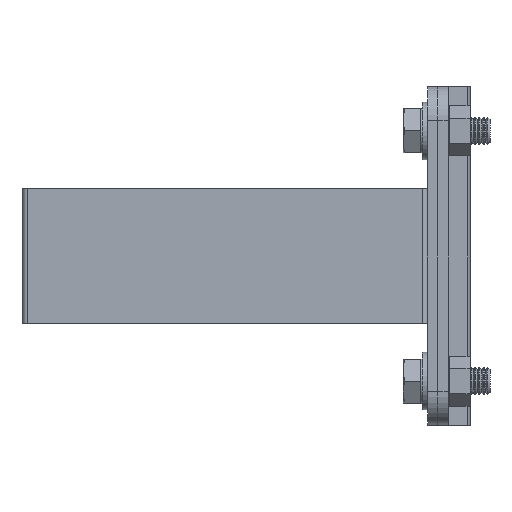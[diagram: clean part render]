
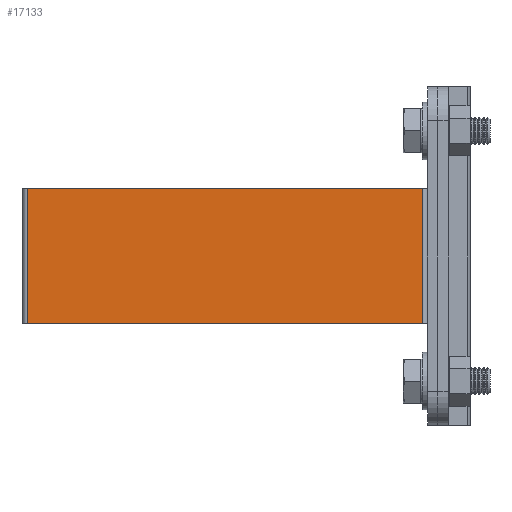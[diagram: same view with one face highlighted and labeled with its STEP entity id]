
A CAD part, left-side view. The second image highlights one B-rep face of the part: STEP entity #17133.
In plain terms, the highlighted planar face has unit normal (-1, 0, 0).
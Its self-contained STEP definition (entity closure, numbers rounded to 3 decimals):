
#156 = CARTESIAN_POINT ( 'NONE',  ( -20., -58.5, 20. ) ) ;
#211 = PLANE ( 'NONE',  #4651 ) ;
#1736 = ORIENTED_EDGE ( 'NONE', *, *, #20452, .T. ) ;
#1965 = FACE_OUTER_BOUND ( 'NONE', #9589, .T. ) ;
#2463 = CARTESIAN_POINT ( 'NONE',  ( -20., -58.5, -20. ) ) ;
#2530 = LINE ( 'NONE', #156, #13261 ) ;
#3474 = EDGE_CURVE ( 'NONE', #4249, #4852, #4423, .T. ) ;
#3521 = DIRECTION ( 'NONE',  ( 0., 1., 0. ) ) ;
#4249 = VERTEX_POINT ( 'NONE', #5985 ) ;
#4423 = LINE ( 'NONE', #14056, #16548 ) ;
#4651 = AXIS2_PLACEMENT_3D ( 'NONE', #13970, #13827, #3521 ) ;
#4852 = VERTEX_POINT ( 'NONE', #6916 ) ;
#5985 = CARTESIAN_POINT ( 'NONE',  ( -20., 58.5, 20. ) ) ;
#6053 = ORIENTED_EDGE ( 'NONE', *, *, #3474, .T. ) ;
#6108 = ORIENTED_EDGE ( 'NONE', *, *, #15066, .F. ) ;
#6241 = VECTOR ( 'NONE', #6881, 1000. ) ;
#6881 = DIRECTION ( 'NONE',  ( 0., -1., 0. ) ) ;
#6916 = CARTESIAN_POINT ( 'NONE',  ( -20., 58.5, -20. ) ) ;
#9589 = EDGE_LOOP ( 'NONE', ( #1736, #6108, #10786, #6053 ) ) ;
#9776 = CARTESIAN_POINT ( 'NONE',  ( -20., 58.5, -20. ) ) ;
#10379 = VERTEX_POINT ( 'NONE', #2463 ) ;
#10786 = ORIENTED_EDGE ( 'NONE', *, *, #17023, .F. ) ;
#12628 = VERTEX_POINT ( 'NONE', #19420 ) ;
#13261 = VECTOR ( 'NONE', #21156, 1000. ) ;
#13827 = DIRECTION ( 'NONE',  ( 1., 0., 0. ) ) ;
#13896 = CARTESIAN_POINT ( 'NONE',  ( -20., 58.5, 20. ) ) ;
#13970 = CARTESIAN_POINT ( 'NONE',  ( -20., 58.5, 20. ) ) ;
#14056 = CARTESIAN_POINT ( 'NONE',  ( -20., 58.5, 20. ) ) ;
#15066 = EDGE_CURVE ( 'NONE', #12628, #10379, #2530, .T. ) ;
#15102 = DIRECTION ( 'NONE',  ( 0., -1., 0. ) ) ;
#16548 = VECTOR ( 'NONE', #17294, 1000. ) ;
#17023 = EDGE_CURVE ( 'NONE', #4249, #12628, #18639, .T. ) ;
#17026 = LINE ( 'NONE', #9776, #19216 ) ;
#17133 = ADVANCED_FACE ( 'NONE', ( #1965 ), #211, .F. ) ;
#17294 = DIRECTION ( 'NONE',  ( 0., 0., -1. ) ) ;
#18639 = LINE ( 'NONE', #13896, #6241 ) ;
#19216 = VECTOR ( 'NONE', #15102, 1000. ) ;
#19420 = CARTESIAN_POINT ( 'NONE',  ( -20., -58.5, 20. ) ) ;
#20452 = EDGE_CURVE ( 'NONE', #4852, #10379, #17026, .T. ) ;
#21156 = DIRECTION ( 'NONE',  ( 0., 0., -1. ) ) ;
